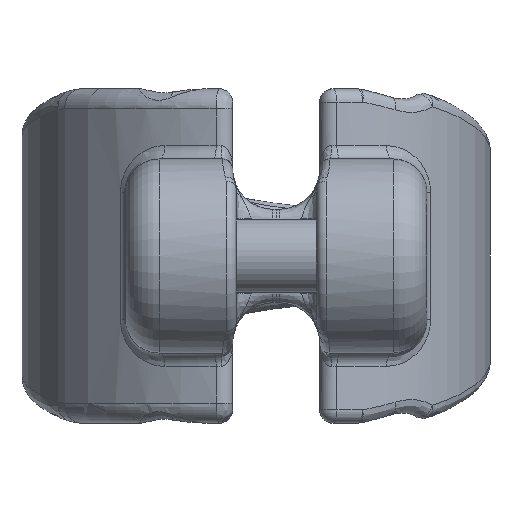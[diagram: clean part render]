
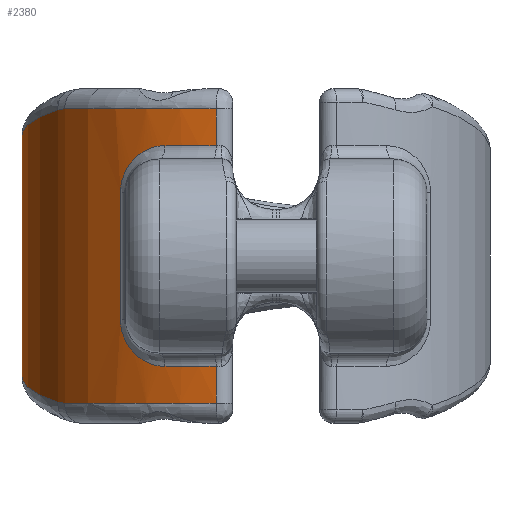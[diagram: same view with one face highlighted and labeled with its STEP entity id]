
A CAD part, front view. The second image highlights one B-rep face of the part: STEP entity #2380.
In plain terms, the highlighted cylindrical face has radius 38 mm (diameter 76 mm), a partial arc.
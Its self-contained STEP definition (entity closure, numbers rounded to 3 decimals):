
#296=ELLIPSE('',#7975,38.725,38.);
#297=ELLIPSE('',#7976,38.725,38.);
#455=B_SPLINE_CURVE_WITH_KNOTS('',3,(#11457,#11458,#11459,#11460,#11461,
#11462),.UNSPECIFIED.,.F.,.F.,(4,2,4),(0.,0.5,1.),.UNSPECIFIED.);
#456=B_SPLINE_CURVE_WITH_KNOTS('',3,(#11470,#11471,#11472,#11473),
 .UNSPECIFIED.,.F.,.F.,(4,4),(0.,1.),.UNSPECIFIED.);
#457=B_SPLINE_CURVE_WITH_KNOTS('',3,(#11481,#11482,#11483,#11484),
 .UNSPECIFIED.,.F.,.F.,(4,4),(0.,1.),.UNSPECIFIED.);
#458=B_SPLINE_CURVE_WITH_KNOTS('',3,(#11492,#11493,#11494,#11495,#11496,
#11497),.UNSPECIFIED.,.F.,.F.,(4,2,4),(0.,0.5,1.),.UNSPECIFIED.);
#993=LINE('',#11454,#1377);
#994=LINE('',#11466,#1378);
#995=LINE('',#11477,#1379);
#996=LINE('',#11488,#1380);
#1377=VECTOR('',#8712,1.);
#1378=VECTOR('',#8715,1.);
#1379=VECTOR('',#8720,1.);
#1380=VECTOR('',#8725,1.);
#1910=FACE_OUTER_BOUND('',#2999,.T.);
#2380=ADVANCED_FACE('',(#1910),#2849,.T.);
#2849=CYLINDRICAL_SURFACE('',#7979,38.);
#2999=EDGE_LOOP('',(#3681,#3682,#3683,#3684,#3685,#3686,#3687,#3688,#3689,
#3690,#3691,#3692,#3693,#3694));
#3681=ORIENTED_EDGE('',*,*,#6718,.T.);
#3682=ORIENTED_EDGE('',*,*,#6719,.T.);
#3683=ORIENTED_EDGE('',*,*,#6720,.T.);
#3684=ORIENTED_EDGE('',*,*,#6721,.T.);
#3685=ORIENTED_EDGE('',*,*,#6722,.T.);
#3686=ORIENTED_EDGE('',*,*,#6723,.T.);
#3687=ORIENTED_EDGE('',*,*,#6724,.T.);
#3688=ORIENTED_EDGE('',*,*,#6725,.F.);
#3689=ORIENTED_EDGE('',*,*,#6726,.F.);
#3690=ORIENTED_EDGE('',*,*,#6727,.F.);
#3691=ORIENTED_EDGE('',*,*,#6728,.F.);
#3692=ORIENTED_EDGE('',*,*,#6729,.F.);
#3693=ORIENTED_EDGE('',*,*,#6730,.F.);
#3694=ORIENTED_EDGE('',*,*,#6731,.F.);
#6007=VERTEX_POINT('',#11455);
#6008=VERTEX_POINT('',#11456);
#6009=VERTEX_POINT('',#11463);
#6010=VERTEX_POINT('',#11465);
#6011=VERTEX_POINT('',#11467);
#6012=VERTEX_POINT('',#11469);
#6013=VERTEX_POINT('',#11474);
#6014=VERTEX_POINT('',#11476);
#6015=VERTEX_POINT('',#11478);
#6016=VERTEX_POINT('',#11480);
#6017=VERTEX_POINT('',#11485);
#6018=VERTEX_POINT('',#11487);
#6019=VERTEX_POINT('',#11489);
#6020=VERTEX_POINT('',#11491);
#6718=EDGE_CURVE('',#6007,#6008,#993,.T.);
#6719=EDGE_CURVE('',#6008,#6009,#455,.T.);
#6720=EDGE_CURVE('',#6009,#6010,#7695,.T.);
#6721=EDGE_CURVE('',#6010,#6011,#994,.T.);
#6722=EDGE_CURVE('',#6011,#6012,#7696,.T.);
#6723=EDGE_CURVE('',#6012,#6013,#456,.T.);
#6724=EDGE_CURVE('',#6013,#6014,#296,.T.);
#6725=EDGE_CURVE('',#6015,#6014,#995,.T.);
#6726=EDGE_CURVE('',#6016,#6015,#297,.T.);
#6727=EDGE_CURVE('',#6017,#6016,#457,.T.);
#6728=EDGE_CURVE('',#6018,#6017,#7697,.T.);
#6729=EDGE_CURVE('',#6019,#6018,#996,.T.);
#6730=EDGE_CURVE('',#6020,#6019,#7698,.T.);
#6731=EDGE_CURVE('',#6007,#6020,#458,.T.);
#7695=CIRCLE('',#7973,38.);
#7696=CIRCLE('',#7974,38.);
#7697=CIRCLE('',#7977,38.);
#7698=CIRCLE('',#7978,38.);
#7973=AXIS2_PLACEMENT_3D('',#11464,#8713,#8714);
#7974=AXIS2_PLACEMENT_3D('',#11468,#8716,#8717);
#7975=AXIS2_PLACEMENT_3D('',#11475,#8718,#8719);
#7976=AXIS2_PLACEMENT_3D('',#11479,#8721,#8722);
#7977=AXIS2_PLACEMENT_3D('',#11486,#8723,#8724);
#7978=AXIS2_PLACEMENT_3D('',#11490,#8726,#8727);
#7979=AXIS2_PLACEMENT_3D('',#11498,#8728,#8729);
#8712=DIRECTION('',(0.,0.,1.));
#8713=DIRECTION('',(0.,0.,1.));
#8714=DIRECTION('',(1.,0.,0.));
#8715=DIRECTION('',(0.,0.,1.));
#8716=DIRECTION('',(0.,0.,-1.));
#8717=DIRECTION('',(-1.,0.,0.));
#8718=DIRECTION('',(0.,-0.193,-0.981));
#8719=DIRECTION('',(0.,0.981,-0.193));
#8720=DIRECTION('',(0.,0.,1.));
#8721=DIRECTION('',(0.,0.193,-0.981));
#8722=DIRECTION('',(0.,0.981,0.193));
#8723=DIRECTION('',(0.,0.,-1.));
#8724=DIRECTION('',(-1.,0.,0.));
#8725=DIRECTION('',(0.,0.,-1.));
#8726=DIRECTION('',(0.,0.,1.));
#8727=DIRECTION('',(1.,0.,0.));
#8728=DIRECTION('',(0.,0.,1.));
#8729=DIRECTION('',(-1.,0.,0.));
#11454=CARTESIAN_POINT('',(-23.275,-20.038,-25.));
#11455=CARTESIAN_POINT('',(-23.275,-20.038,-9.5));
#11456=CARTESIAN_POINT('',(-23.275,-20.038,9.5));
#11457=CARTESIAN_POINT('',(-23.275,-20.038,9.5));
#11458=CARTESIAN_POINT('',(-23.275,-20.038,11.456));
#11459=CARTESIAN_POINT('',(-22.475,-20.677,13.287));
#11460=CARTESIAN_POINT('',(-20.003,-22.344,15.795));
#11461=CARTESIAN_POINT('',(-18.38,-23.316,16.5));
#11462=CARTESIAN_POINT('',(-16.625,-24.17,16.5));
#11463=CARTESIAN_POINT('',(-16.625,-24.17,16.5));
#11464=CARTESIAN_POINT('',(0.,10.,16.5));
#11465=CARTESIAN_POINT('',(-8.972,-26.926,16.5));
#11466=CARTESIAN_POINT('',(-8.972,-26.926,25.));
#11467=CARTESIAN_POINT('',(-8.972,-26.926,22.));
#11468=CARTESIAN_POINT('',(0.,10.,22.));
#11469=CARTESIAN_POINT('',(-31.623,-11.071,22.));
#11470=CARTESIAN_POINT('',(-31.623,-11.071,22.));
#11471=CARTESIAN_POINT('',(-31.97,-10.55,22.));
#11472=CARTESIAN_POINT('',(-32.306,-10.018,21.95));
#11473=CARTESIAN_POINT('',(-32.623,-9.488,21.846));
#11474=CARTESIAN_POINT('',(-32.623,-9.488,21.846));
#11475=CARTESIAN_POINT('',(0.,10.,18.022));
#11476=CARTESIAN_POINT('',(-38.,10.,18.022));
#11477=CARTESIAN_POINT('',(-38.,10.,-25.));
#11478=CARTESIAN_POINT('',(-38.,10.,-18.022));
#11479=CARTESIAN_POINT('',(0.,10.,-18.022));
#11480=CARTESIAN_POINT('',(-32.623,-9.488,-21.846));
#11481=CARTESIAN_POINT('',(-31.623,-11.071,-22.));
#11482=CARTESIAN_POINT('',(-31.97,-10.55,-22.));
#11483=CARTESIAN_POINT('',(-32.306,-10.018,-21.95));
#11484=CARTESIAN_POINT('',(-32.623,-9.488,-21.846));
#11485=CARTESIAN_POINT('',(-31.623,-11.071,-22.));
#11486=CARTESIAN_POINT('',(0.,10.,-22.));
#11487=CARTESIAN_POINT('',(-8.972,-26.926,-22.));
#11488=CARTESIAN_POINT('',(-8.972,-26.926,-25.));
#11489=CARTESIAN_POINT('',(-8.972,-26.926,-16.5));
#11490=CARTESIAN_POINT('',(0.,10.,-16.5));
#11491=CARTESIAN_POINT('',(-16.625,-24.17,-16.5));
#11492=CARTESIAN_POINT('',(-23.275,-20.038,-9.5));
#11493=CARTESIAN_POINT('',(-23.275,-20.038,-11.456));
#11494=CARTESIAN_POINT('',(-22.475,-20.677,-13.287));
#11495=CARTESIAN_POINT('',(-20.003,-22.344,-15.795));
#11496=CARTESIAN_POINT('',(-18.38,-23.316,-16.5));
#11497=CARTESIAN_POINT('',(-16.625,-24.17,-16.5));
#11498=CARTESIAN_POINT('',(0.,10.,-25.));
